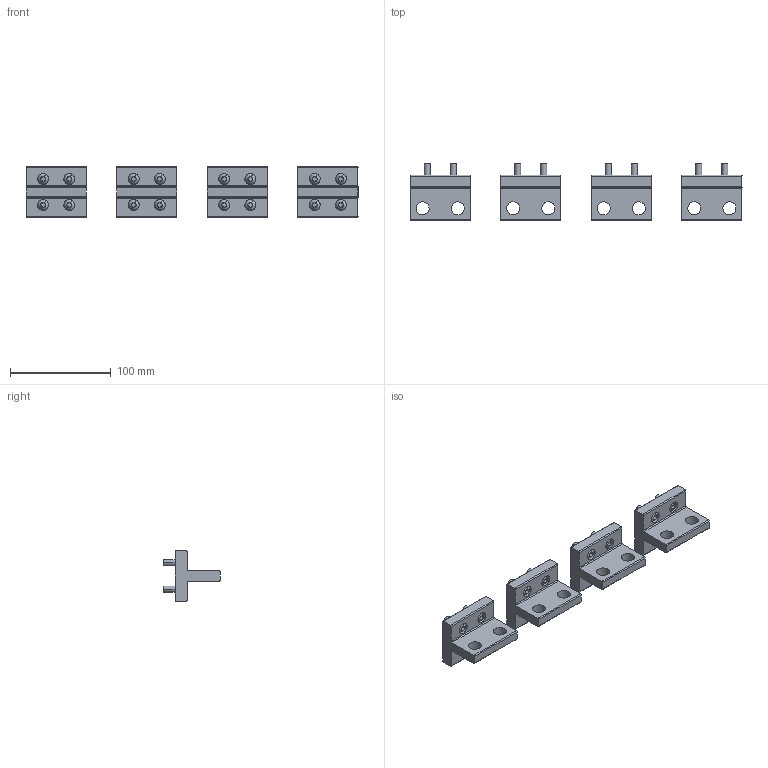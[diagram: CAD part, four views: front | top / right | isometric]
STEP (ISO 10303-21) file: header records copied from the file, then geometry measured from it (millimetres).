
FILE_DESCRIPTION(('CATIA V5 STEP Exchange'),'2;1');
FILE_NAME('1SDH001252R0149_1PA_001_00_E2.2_IV_W_TERMINALS_HR_UPPER_2000A.stp','2014-03-07T07:58:15+00:00',('none'),('none'),'CATIA Version 5 Release 20 SP 1 (IN-10)','CATIA V5 STEP AP214','none');
FILE_SCHEMA(('AUTOMOTIVE_DESIGN { 1 0 10303 214 1 1 1 1 }'));
Length unit declared in the file: millimetre
Products named in the file (1): 1SDH001252R0149_1PA_001_00_E2.2_IV_W_TERMINALS_HR_UPPER_2000A
Bounding box: 330 x 56.4 x 50 mm (x, y, z)
Volume: 211979.3 mm3; surface area: 67681.9 mm2
Topology: 20 solids, 20 shells, 456 faces, 1040 edges, 672 vertices
Faces by surface type: plane 216, cylinder 176, revolution 32, torus 32
Entity records: 12470 total; most frequent: CARTESIAN_POINT 2373, ORIENTED_EDGE 2080, DIRECTION 1720, EDGE_CURVE 1040, AXIS2_PLACEMENT_3D 789, VERTEX_POINT 672, VECTOR 560, LINE 560
